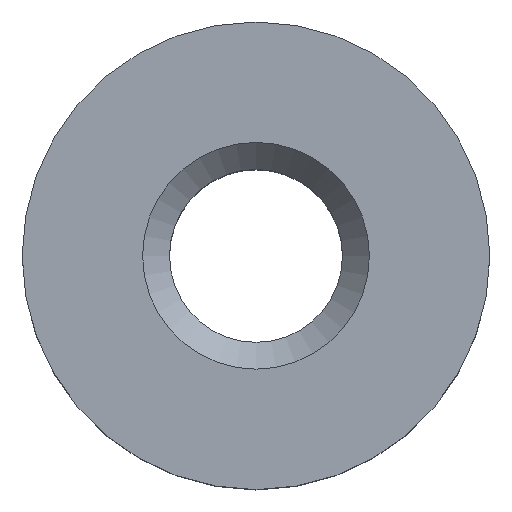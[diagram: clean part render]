
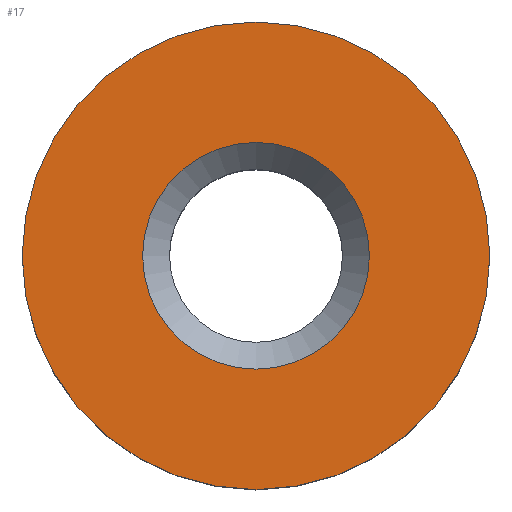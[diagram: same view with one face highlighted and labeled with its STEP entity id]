
A CAD part, top view. The second image highlights one B-rep face of the part: STEP entity #17.
In plain terms, the highlighted planar face has unit normal (0, 0, 1).
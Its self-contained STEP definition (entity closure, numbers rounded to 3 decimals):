
#13=DIRECTION('',(0.,0.,1.));
#14=DIRECTION('',(1.,0.,-0.));
#17=ADVANCED_FACE('',(#18,#28),#38,.T.);
#18=FACE_BOUND('',#19,.T.);
#19=EDGE_LOOP('',(#20));
#20=ORIENTED_EDGE('',*,*,#21,.F.);
#21=EDGE_CURVE('',#22,#22,#24,.T.);
#22=VERTEX_POINT('',#23);
#23=CARTESIAN_POINT('',(0.8,0.,1.5));
#24=CIRCLE('',#25,0.8);
#25=AXIS2_PLACEMENT_3D('',#26,#13,#27);
#26=CARTESIAN_POINT('',(0.,0.,1.5));
#27=DIRECTION('',(1.,0.,-0.));
#28=FACE_BOUND('',#29,.T.);
#29=EDGE_LOOP('',(#30));
#30=ORIENTED_EDGE('',*,*,#31,.T.);
#31=EDGE_CURVE('',#32,#32,#34,.T.);
#32=VERTEX_POINT('',#33);
#33=CARTESIAN_POINT('',(1.65,0.,1.5));
#34=CIRCLE('',#35,1.65);
#35=AXIS2_PLACEMENT_3D('',#36,#13,#37);
#36=CARTESIAN_POINT('',(0.,0.,1.5));
#37=DIRECTION('',(1.,0.,0.));
#38=PLANE('',#39);
#39=AXIS2_PLACEMENT_3D('',#40,#13,#14);
#40=CARTESIAN_POINT('',(0.,0.,1.5));
